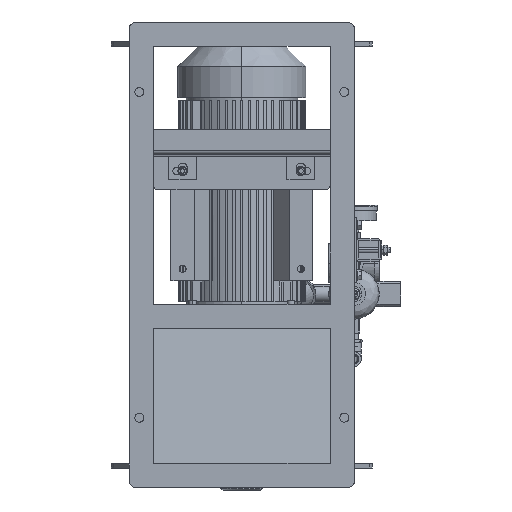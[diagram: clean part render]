
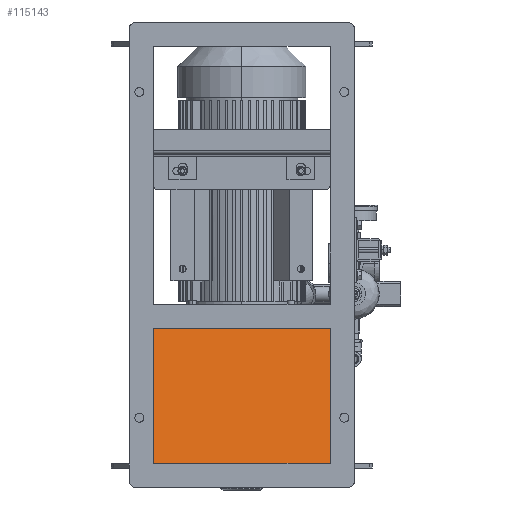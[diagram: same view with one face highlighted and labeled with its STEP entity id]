
A CAD part, front view. The second image highlights one B-rep face of the part: STEP entity #115143.
In plain terms, the highlighted planar face has unit normal (0, -0.982, 0.187).
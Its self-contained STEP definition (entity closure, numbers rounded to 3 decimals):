
#2251 = CARTESIAN_POINT ( 'NONE',  ( -190., -228.965, 192. ) ) ;
#3971 = VERTEX_POINT ( 'NONE', #9000 ) ;
#5736 = EDGE_CURVE ( 'NONE', #3971, #7174, #33774, .T. ) ;
#7174 = VERTEX_POINT ( 'NONE', #27427 ) ;
#9000 = CARTESIAN_POINT ( 'NONE',  ( 190., -283.965, -97.437 ) ) ;
#17077 = DIRECTION ( 'NONE',  ( 0., 0.982, -0.187 ) ) ;
#24847 = EDGE_CURVE ( 'NONE', #58045, #3971, #115678, .T. ) ;
#27427 = CARTESIAN_POINT ( 'NONE',  ( -190., -283.965, -97.437 ) ) ;
#28562 = CARTESIAN_POINT ( 'NONE',  ( 190., -228.965, 192. ) ) ;
#28979 = VECTOR ( 'NONE', #112800, 1000. ) ;
#31326 = EDGE_CURVE ( 'NONE', #48503, #7174, #40441, .T. ) ;
#33774 = LINE ( 'NONE', #52452, #43760 ) ;
#36276 = PLANE ( 'NONE',  #73635 ) ;
#40441 = LINE ( 'NONE', #46902, #28979 ) ;
#43760 = VECTOR ( 'NONE', #51249, 1000. ) ;
#46902 = CARTESIAN_POINT ( 'NONE',  ( -190., -283.965, -97.437 ) ) ;
#47799 = DIRECTION ( 'NONE',  ( -1., 0., 0. ) ) ;
#48503 = VERTEX_POINT ( 'NONE', #2251 ) ;
#51249 = DIRECTION ( 'NONE',  ( -1., 0., 0. ) ) ;
#52452 = CARTESIAN_POINT ( 'NONE',  ( 190., -283.965, -97.437 ) ) ;
#58045 = VERTEX_POINT ( 'NONE', #102999 ) ;
#62322 = EDGE_LOOP ( 'NONE', ( #66206, #79492, #116567, #78911 ) ) ;
#62333 = VECTOR ( 'NONE', #47799, 1000. ) ;
#66206 = ORIENTED_EDGE ( 'NONE', *, *, #71223, .T. ) ;
#71223 = EDGE_CURVE ( 'NONE', #58045, #48503, #95439, .T. ) ;
#73635 = AXIS2_PLACEMENT_3D ( 'NONE', #80917, #17077, #109840 ) ;
#78911 = ORIENTED_EDGE ( 'NONE', *, *, #24847, .F. ) ;
#79492 = ORIENTED_EDGE ( 'NONE', *, *, #31326, .T. ) ;
#80917 = CARTESIAN_POINT ( 'NONE',  ( 190., -283.965, -97.437 ) ) ;
#87350 = DIRECTION ( 'NONE',  ( 0., -0.187, -0.982 ) ) ;
#91255 = VECTOR ( 'NONE', #87350, 1000. ) ;
#95439 = LINE ( 'NONE', #28562, #62333 ) ;
#102999 = CARTESIAN_POINT ( 'NONE',  ( 190., -228.965, 192. ) ) ;
#105367 = CARTESIAN_POINT ( 'NONE',  ( 190., -283.965, -97.437 ) ) ;
#109840 = DIRECTION ( 'NONE',  ( 0., 0.187, 0.982 ) ) ;
#112800 = DIRECTION ( 'NONE',  ( 0., -0.187, -0.982 ) ) ;
#115143 = ADVANCED_FACE ( 'NONE', ( #115403 ), #36276, .F. ) ;
#115403 = FACE_OUTER_BOUND ( 'NONE', #62322, .T. ) ;
#115678 = LINE ( 'NONE', #105367, #91255 ) ;
#116567 = ORIENTED_EDGE ( 'NONE', *, *, #5736, .F. ) ;
